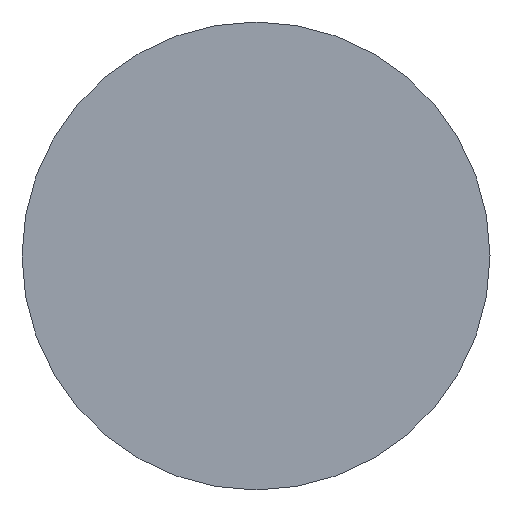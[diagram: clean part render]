
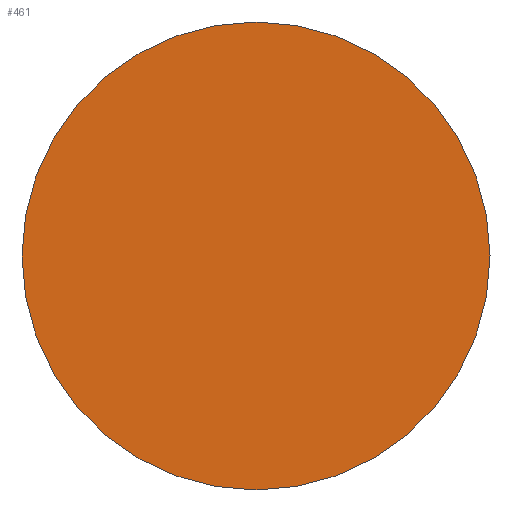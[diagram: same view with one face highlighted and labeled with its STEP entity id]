
A CAD part, front view. The second image highlights one B-rep face of the part: STEP entity #461.
In plain terms, the highlighted planar face has unit normal (0, -1, 0).
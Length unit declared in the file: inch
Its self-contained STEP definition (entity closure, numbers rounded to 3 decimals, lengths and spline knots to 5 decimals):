
#11 = EDGE_CURVE ( 'NONE', #365, #154, #271, .T. ) ;
#15 = PLANE ( 'NONE',  #176 ) ;
#18 = EDGE_CURVE ( 'NONE', #154, #365, #410, .T. ) ;
#19 = DIRECTION ( 'NONE',  ( 0., -1., 0. ) ) ;
#25 = CARTESIAN_POINT ( 'NONE',  ( 0., 0., 0.1875 ) ) ;
#49 = DIRECTION ( 'NONE',  ( 0., 0., -1. ) ) ;
#86 = CARTESIAN_POINT ( 'NONE',  ( 0., 0., 0. ) ) ;
#106 = CARTESIAN_POINT ( 'NONE',  ( 0., 0., -0.1875 ) ) ;
#152 = FACE_OUTER_BOUND ( 'NONE', #298, .T. ) ;
#154 = VERTEX_POINT ( 'NONE', #25 ) ;
#162 = DIRECTION ( 'NONE',  ( 0., 0., -1. ) ) ;
#176 = AXIS2_PLACEMENT_3D ( 'NONE', #237, #233, #338 ) ;
#206 = CARTESIAN_POINT ( 'NONE',  ( 0., 0., 0. ) ) ;
#233 = DIRECTION ( 'NONE',  ( 0., -1., 0. ) ) ;
#237 = CARTESIAN_POINT ( 'NONE',  ( 0., 0., 0. ) ) ;
#271 = CIRCLE ( 'NONE', #279, 0.1875 ) ;
#279 = AXIS2_PLACEMENT_3D ( 'NONE', #86, #378, #49 ) ;
#298 = EDGE_LOOP ( 'NONE', ( #454, #317 ) ) ;
#304 = AXIS2_PLACEMENT_3D ( 'NONE', #206, #19, #162 ) ;
#317 = ORIENTED_EDGE ( 'NONE', *, *, #18, .T. ) ;
#338 = DIRECTION ( 'NONE',  ( 0., 0., -1. ) ) ;
#365 = VERTEX_POINT ( 'NONE', #106 ) ;
#378 = DIRECTION ( 'NONE',  ( 0., -1., 0. ) ) ;
#410 = CIRCLE ( 'NONE', #304, 0.1875 ) ;
#454 = ORIENTED_EDGE ( 'NONE', *, *, #11, .T. ) ;
#461 = ADVANCED_FACE ( 'NONE', ( #152 ), #15, .T. ) ;
